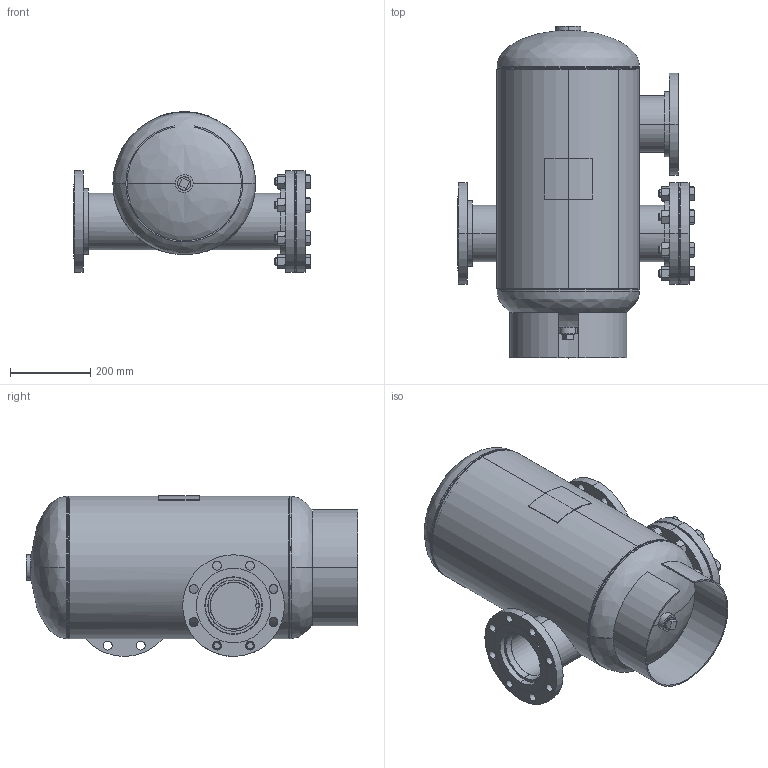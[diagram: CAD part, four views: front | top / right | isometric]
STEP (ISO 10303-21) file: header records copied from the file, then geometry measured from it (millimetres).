
FILE_DESCRIPTION (( 'STEP AP203' ), '1' );
FILE_NAME ('SPA-5-S.STEP', '2021-03-17T18:38:59', ( '' ), ( '' ), 'SwSTEP 2.0', 'SolidWorks 2021', '' );
FILE_SCHEMA (( 'CONFIG_CONTROL_DESIGN' ));
Length unit declared in the file: inch
Products named in the file (22): 9301100_8.5; 72A1032; 9600830_14" VERT; 9800570_HHBOLT 0.7500-10x3x3-N; 9461080; 05105001; 99Q0193; 9800630_HHNUT 0.7500-10-D-N; 9200060; 72A0204; 9500050; PLUGS_9500150; SORF FLANGES ASME B16.5_5 150# SA-105; 9800816; 9400305; 72J1034; 9100240_.5; SPA-5-S; 72P1033_8.5; Garlock F.F. Gaskets 150# .0625 tk_9471005; 9500070
Assembly tree (36 placements, depth 3):
  SPA-5-S
    05105001
    9200060
    9200060
    9500050
    9500070
    PLUGS_9500150
    72A0204
      9301100_8.5
      SORF FLANGES ASME B16.5_5 150# SA-105
    72A1032  x2
      72P1033_8.5
      9461080
    9400305
    Garlock F.F. Gaskets 150# .0625 tk_9471005
    9800570_HHBOLT 0.7500-10x3x3-N  x8
    9800630_HHNUT 0.7500-10-D-N  x8
    9100240_.5
    9800816
    72J1034
    99Q0193
    9600830_14" VERT
Bounding box: 591.16 x 828.62 x 401.88 mm (x, y, z)
Volume: 7899587.8 mm3; surface area: 3451773 mm2
Topology: 35 solids, 35 shells, 670 faces, 1492 edges, 908 vertices
Faces by surface type: cylinder 230, cone 216, plane 192, bspline 20, torus 12
Entity records: 21404 total; most frequent: CARTESIAN_POINT 11270, DIRECTION 1666, ORIENTED_EDGE 1416, AXIS2_PLACEMENT_3D 714, EDGE_CURVE 708, VERTEX_POINT 446, EDGE_LOOP 408, CIRCLE 386
